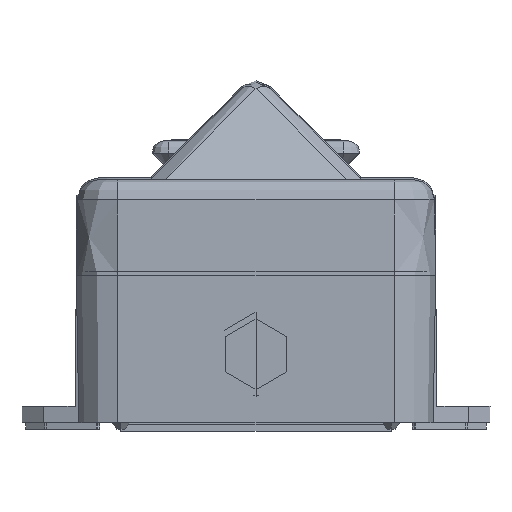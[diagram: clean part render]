
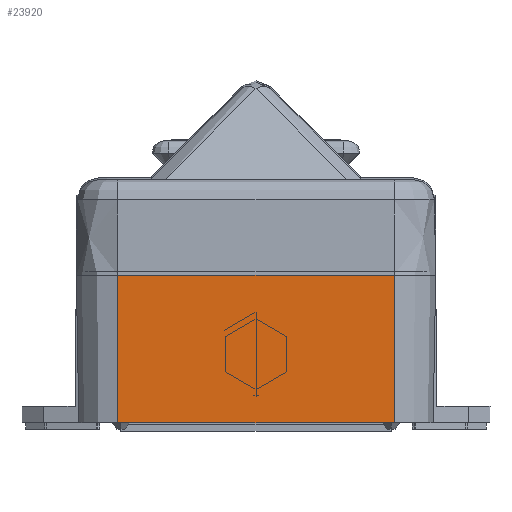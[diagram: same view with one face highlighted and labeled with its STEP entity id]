
A CAD part, left-side view. The second image highlights one B-rep face of the part: STEP entity #23920.
In plain terms, the highlighted planar face has unit normal (-1, 0, -0.018).
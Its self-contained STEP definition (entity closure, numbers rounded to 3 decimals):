
#1849 = CARTESIAN_POINT ( 'NONE',  ( -43.2, 33.2, 0. ) ) ;
#2134 = CARTESIAN_POINT ( 'NONE',  ( -42.58, 33.2, -35.5 ) ) ;
#4300 = VERTEX_POINT ( 'NONE', #85435 ) ;
#4915 = CARTESIAN_POINT ( 'NONE',  ( -43.046, 0., -8.85 ) ) ;
#4982 = CARTESIAN_POINT ( 'NONE',  ( -42.691, 20.3, -29.15 ) ) ;
#5872 = VERTEX_POINT ( 'NONE', #2134 ) ;
#6165 = EDGE_CURVE ( 'NONE', #78546, #4300, #8415, .T. ) ;
#7766 = AXIS2_PLACEMENT_3D ( 'NONE', #11363, #77705, #37968 ) ;
#7793 = DIRECTION ( 'NONE',  ( 0., -1., 0. ) ) ;
#8415 =( BOUNDED_CURVE ( )  B_SPLINE_CURVE ( 3, ( #84313, #31227, #4982, #51213 ),
 .UNSPECIFIED., .F., .F. ) 
 B_SPLINE_CURVE_WITH_KNOTS ( ( 4, 4 ),
 ( 3.142, 6.283 ),
 .UNSPECIFIED. ) 
 CURVE ( )  GEOMETRIC_REPRESENTATION_ITEM ( )  RATIONAL_B_SPLINE_CURVE ( ( 1., 0.333, 0.333, 1. ) ) 
 REPRESENTATION_ITEM ( '' )  );
#8534 = ORIENTED_EDGE ( 'NONE', *, *, #46962, .T. ) ;
#11363 = CARTESIAN_POINT ( 'NONE',  ( -43.2, 33.2, 0. ) ) ;
#13046 = VECTOR ( 'NONE', #7793, 1000. ) ;
#14288 = VECTOR ( 'NONE', #27830, 1000. ) ;
#15109 = VERTEX_POINT ( 'NONE', #32122 ) ;
#16900 = CARTESIAN_POINT ( 'NONE',  ( -43.046, -20.3, -8.85 ) ) ;
#18021 = LINE ( 'NONE', #62188, #53193 ) ;
#21221 = CARTESIAN_POINT ( 'NONE',  ( -43.2, -33.2, 0. ) ) ;
#23920 = ADVANCED_FACE ( 'NONE', ( #27425, #80347 ), #44362, .T. ) ;
#27151 = CARTESIAN_POINT ( 'NONE',  ( -42.58, 33.2, -35.5 ) ) ;
#27425 = FACE_BOUND ( 'NONE', #58632, .T. ) ;
#27830 = DIRECTION ( 'NONE',  ( -0.017, 0., 1. ) ) ;
#30586 =( BOUNDED_CURVE ( )  B_SPLINE_CURVE ( 3, ( #82944, #36538, #16900, #63115 ),
 .UNSPECIFIED., .F., .F. ) 
 B_SPLINE_CURVE_WITH_KNOTS ( ( 4, 4 ),
 ( 0., 3.142 ),
 .UNSPECIFIED. ) 
 CURVE ( )  GEOMETRIC_REPRESENTATION_ITEM ( )  RATIONAL_B_SPLINE_CURVE ( ( 1., 0.333, 0.333, 1. ) ) 
 REPRESENTATION_ITEM ( '' )  );
#30968 = EDGE_LOOP ( 'NONE', ( #31416, #54468, #40825, #8534 ) ) ;
#31227 = CARTESIAN_POINT ( 'NONE',  ( -43.046, 20.3, -8.85 ) ) ;
#31416 = ORIENTED_EDGE ( 'NONE', *, *, #54533, .F. ) ;
#32122 = CARTESIAN_POINT ( 'NONE',  ( -43.2, -33.2, 0. ) ) ;
#32683 = VECTOR ( 'NONE', #60795, 1000. ) ;
#36209 = VERTEX_POINT ( 'NONE', #82141 ) ;
#36538 = CARTESIAN_POINT ( 'NONE',  ( -42.691, -20.3, -29.15 ) ) ;
#37968 = DIRECTION ( 'NONE',  ( -0.017, 0., 1. ) ) ;
#38314 = EDGE_CURVE ( 'NONE', #4300, #78546, #30586, .T. ) ;
#40825 = ORIENTED_EDGE ( 'NONE', *, *, #52847, .T. ) ;
#44362 = PLANE ( 'NONE',  #7766 ) ;
#46962 = EDGE_CURVE ( 'NONE', #71163, #15109, #65801, .T. ) ;
#48232 = LINE ( 'NONE', #27151, #13046 ) ;
#51213 = CARTESIAN_POINT ( 'NONE',  ( -42.691, 0., -29.15 ) ) ;
#51234 = EDGE_CURVE ( 'NONE', #5872, #36209, #82715, .T. ) ;
#52847 = EDGE_CURVE ( 'NONE', #5872, #71163, #48232, .T. ) ;
#53193 = VECTOR ( 'NONE', #68875, 1000. ) ;
#54468 = ORIENTED_EDGE ( 'NONE', *, *, #51234, .F. ) ;
#54533 = EDGE_CURVE ( 'NONE', #36209, #15109, #18021, .T. ) ;
#58632 = EDGE_LOOP ( 'NONE', ( #83890, #82374 ) ) ;
#60795 = DIRECTION ( 'NONE',  ( -0.017, 0., 1. ) ) ;
#62188 = CARTESIAN_POINT ( 'NONE',  ( -43.2, 33.2, 0. ) ) ;
#63115 = CARTESIAN_POINT ( 'NONE',  ( -43.046, 0., -8.85 ) ) ;
#65801 = LINE ( 'NONE', #21221, #32683 ) ;
#66639 = CARTESIAN_POINT ( 'NONE',  ( -42.58, -33.2, -35.5 ) ) ;
#68875 = DIRECTION ( 'NONE',  ( 0., -1., 0. ) ) ;
#71163 = VERTEX_POINT ( 'NONE', #66639 ) ;
#77705 = DIRECTION ( 'NONE',  ( -1., 0., -0.017 ) ) ;
#78546 = VERTEX_POINT ( 'NONE', #4915 ) ;
#80347 = FACE_OUTER_BOUND ( 'NONE', #30968, .T. ) ;
#82141 = CARTESIAN_POINT ( 'NONE',  ( -43.2, 33.2, 0. ) ) ;
#82374 = ORIENTED_EDGE ( 'NONE', *, *, #6165, .F. ) ;
#82715 = LINE ( 'NONE', #1849, #14288 ) ;
#82944 = CARTESIAN_POINT ( 'NONE',  ( -42.691, 0., -29.15 ) ) ;
#83890 = ORIENTED_EDGE ( 'NONE', *, *, #38314, .F. ) ;
#84313 = CARTESIAN_POINT ( 'NONE',  ( -43.046, 0., -8.85 ) ) ;
#85435 = CARTESIAN_POINT ( 'NONE',  ( -42.691, 0., -29.15 ) ) ;
